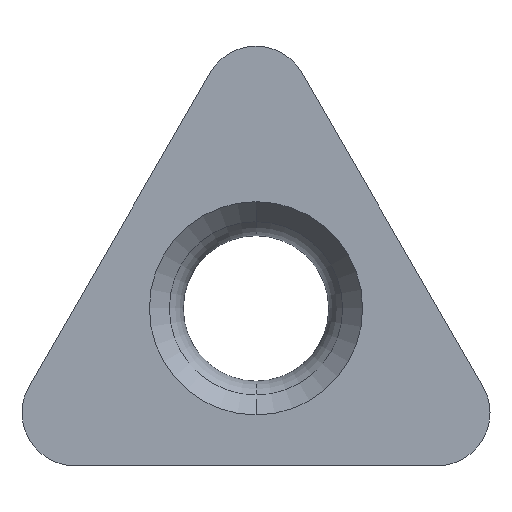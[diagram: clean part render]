
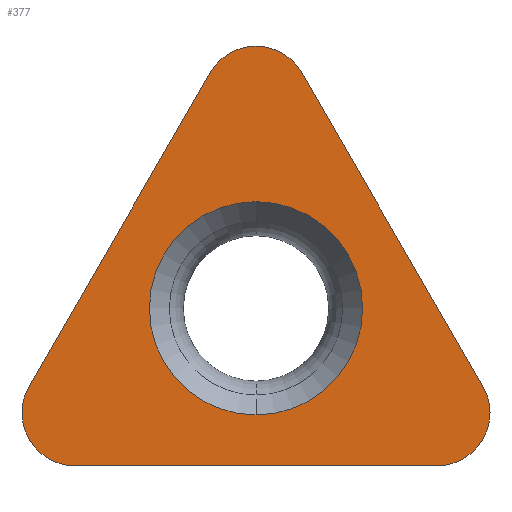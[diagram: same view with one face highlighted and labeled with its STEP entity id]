
A CAD part, top view. The second image highlights one B-rep face of the part: STEP entity #377.
In plain terms, the highlighted planar face has unit normal (0, 0, 1).
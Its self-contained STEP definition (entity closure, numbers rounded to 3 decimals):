
#27=CARTESIAN_POINT('',(-5.478,-3.163,0.));
#28=DIRECTION('',(0.,0.,-1.));
#29=DIRECTION('',(0.,-1.,0.));
#30=AXIS2_PLACEMENT_3D('',#27,#28,#29);
#36=CARTESIAN_POINT('',(-5.478,-3.163,0.));
#37=DIRECTION('',(0.,0.,-1.));
#38=DIRECTION('',(-1.,0.,0.));
#39=AXIS2_PLACEMENT_3D('',#36,#37,#38);
#44=DIRECTION('',(0.5,0.866,0.));
#45=VECTOR('',#44,10.955);
#46=CARTESIAN_POINT('',(-6.863,-2.363,0.));
#47=LINE('',#46,#45);
#51=CARTESIAN_POINT('',(0.,6.325,0.));
#52=DIRECTION('',(0.,0.,-1.));
#53=DIRECTION('',(-0.866,0.5,0.));
#54=AXIS2_PLACEMENT_3D('',#51,#52,#53);
#59=DIRECTION('',(0.5,-0.866,0.));
#60=VECTOR('',#59,10.955);
#61=CARTESIAN_POINT('',(1.386,7.125,0.));
#62=LINE('',#61,#60);
#66=CARTESIAN_POINT('',(5.478,-3.163,0.));
#67=DIRECTION('',(0.,0.,-1.));
#68=DIRECTION('',(0.866,0.5,0.));
#69=AXIS2_PLACEMENT_3D('',#66,#67,#68);
#74=CARTESIAN_POINT('',(5.478,-3.163,0.));
#75=DIRECTION('',(0.,0.,-1.));
#76=DIRECTION('',(1.,0.,0.));
#77=AXIS2_PLACEMENT_3D('',#74,#75,#76);
#82=DIRECTION('',(-1.,0.,0.));
#83=VECTOR('',#82,10.955);
#84=CARTESIAN_POINT('',(5.478,-4.763,0.));
#85=LINE('',#84,#83);
#89=CARTESIAN_POINT('',(0.,0.,0.));
#90=DIRECTION('',(0.,0.,-1.));
#91=DIRECTION('',(0.,-1.,0.));
#92=AXIS2_PLACEMENT_3D('',#89,#90,#91);
#97=CARTESIAN_POINT('',(0.,0.,0.));
#98=DIRECTION('',(0.,0.,-1.));
#99=DIRECTION('',(0.,1.,0.));
#100=AXIS2_PLACEMENT_3D('',#97,#98,#99);
#300=CARTESIAN_POINT('',(-7.078,-3.163,0.));
#301=CARTESIAN_POINT('',(-6.863,-2.363,0.));
#302=VERTEX_POINT('',#300);
#303=VERTEX_POINT('',#301);
#304=CARTESIAN_POINT('',(-5.478,-4.763,0.));
#305=VERTEX_POINT('',#304);
#306=CARTESIAN_POINT('',(-1.386,7.125,0.));
#307=VERTEX_POINT('',#306);
#308=CARTESIAN_POINT('',(1.386,7.125,0.));
#309=VERTEX_POINT('',#308);
#310=CARTESIAN_POINT('',(6.863,-2.363,0.));
#311=VERTEX_POINT('',#310);
#312=CARTESIAN_POINT('',(7.078,-3.163,0.));
#313=CARTESIAN_POINT('',(5.478,-4.763,0.));
#314=VERTEX_POINT('',#312);
#315=VERTEX_POINT('',#313);
#340=CARTESIAN_POINT('',(0.,-3.225,0.));
#341=CARTESIAN_POINT('',(0.,3.225,0.));
#342=VERTEX_POINT('',#340);
#343=VERTEX_POINT('',#341);
#348=CARTESIAN_POINT('',(0.,0.,0.));
#349=DIRECTION('',(0.,0.,1.));
#350=DIRECTION('',(1.,0.,0.));
#351=AXIS2_PLACEMENT_3D('',#348,#349,#350);
#352=PLANE('',#351);
#354=ORIENTED_EDGE('',*,*,#353,.T.);
#356=ORIENTED_EDGE('',*,*,#355,.T.);
#358=ORIENTED_EDGE('',*,*,#357,.T.);
#360=ORIENTED_EDGE('',*,*,#359,.T.);
#362=ORIENTED_EDGE('',*,*,#361,.T.);
#364=ORIENTED_EDGE('',*,*,#363,.T.);
#366=ORIENTED_EDGE('',*,*,#365,.T.);
#368=ORIENTED_EDGE('',*,*,#367,.T.);
#369=EDGE_LOOP('',(#354,#356,#358,#360,#362,#364,#366,#368));
#370=FACE_OUTER_BOUND('',#369,.F.);
#372=ORIENTED_EDGE('',*,*,#371,.F.);
#374=ORIENTED_EDGE('',*,*,#373,.F.);
#375=EDGE_LOOP('',(#372,#374));
#376=FACE_BOUND('',#375,.F.);
#31=CIRCLE('',#30,1.6);
#40=CIRCLE('',#39,1.6);
#55=CIRCLE('',#54,1.6);
#70=CIRCLE('',#69,1.6);
#78=CIRCLE('',#77,1.6);
#93=CIRCLE('',#92,3.225);
#101=CIRCLE('',#100,3.225);
#353=EDGE_CURVE('',#305,#302,#31,.T.);
#355=EDGE_CURVE('',#302,#303,#40,.T.);
#357=EDGE_CURVE('',#303,#307,#47,.T.);
#359=EDGE_CURVE('',#307,#309,#55,.T.);
#361=EDGE_CURVE('',#309,#311,#62,.T.);
#363=EDGE_CURVE('',#311,#314,#70,.T.);
#365=EDGE_CURVE('',#314,#315,#78,.T.);
#367=EDGE_CURVE('',#315,#305,#85,.T.);
#371=EDGE_CURVE('',#342,#343,#93,.T.);
#373=EDGE_CURVE('',#343,#342,#101,.T.);
#377=ADVANCED_FACE('',(#370,#376),#352,.T.);
